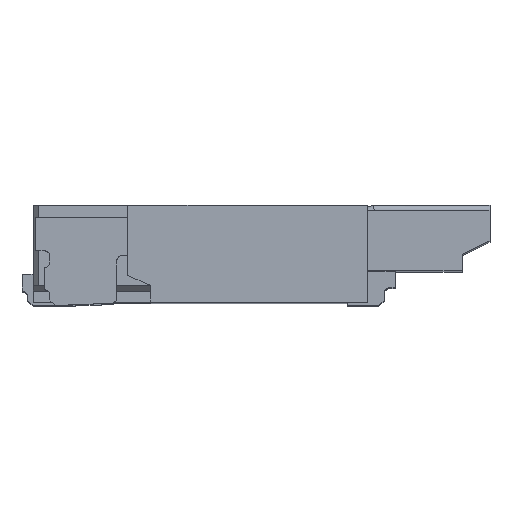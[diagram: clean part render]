
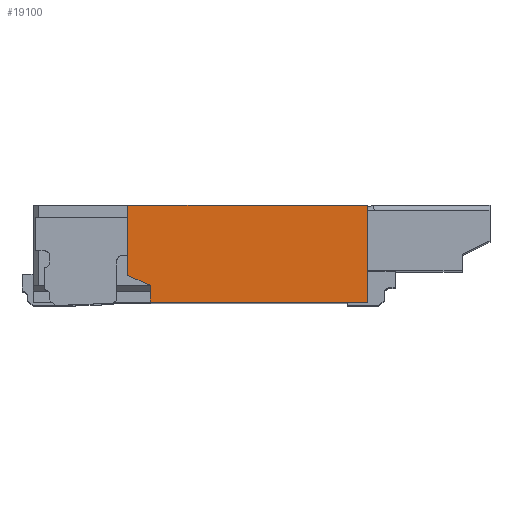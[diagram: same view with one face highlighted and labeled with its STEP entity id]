
A CAD part, top view. The second image highlights one B-rep face of the part: STEP entity #19100.
In plain terms, the highlighted planar face has unit normal (0, 0, 1).
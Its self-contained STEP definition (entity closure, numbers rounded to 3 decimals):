
#12130=CARTESIAN_POINT('',(-0.592,1.974,4.315))
;
#12140=VERTEX_POINT('',#12130);
#12170=CARTESIAN_POINT('',(0.,1.974,
4.315));
#12180=DIRECTION('',(-1.,0.,0.));
#12190=VECTOR('',#12180,1.);
#12200=LINE('',#12170,#12190);
#12210=CARTESIAN_POINT('',(1.358,1.974,4.315));
#12220=VERTEX_POINT('',#12210);
#12230=EDGE_CURVE('',#12220,#12140,#12200,.T.);
#18640=CARTESIAN_POINT('',(-0.631,2.755,
4.315));
#18650=DIRECTION('',(-0.,0.,1.));
#18660=DIRECTION('',(1.,0.,0.));
#18670=AXIS2_PLACEMENT_3D('',#18640,#18650,#18660);
#18680=PLANE('',#18670);
#18690=CARTESIAN_POINT('',(0.,1.857,
4.315));
#18700=DIRECTION('',(-0.912,0.41,0.));
#18710=VECTOR('',#18700,1.);
#18720=LINE('',#18690,#18710);
#18730=CARTESIAN_POINT('',(-0.592,2.124,4.315));
#18740=VERTEX_POINT('',#18730);
#18750=CARTESIAN_POINT('',(-0.792,2.214,4.315));
#18760=VERTEX_POINT('',#18750);
#18770=EDGE_CURVE('',#18740,#18760,#18720,.T.);
#18780=ORIENTED_EDGE('',*,*,#18770,.F.);
#18790=CARTESIAN_POINT('',(-0.792,0.,4.315));
#18800=DIRECTION('',(0.,1.,0.));
#18810=VECTOR('',#18800,1.);
#18820=LINE('',#18790,#18810);
#18830=CARTESIAN_POINT('',(-0.792,2.844,4.315)
);
#18840=VERTEX_POINT('',#18830);
#18850=EDGE_CURVE('',#18760,#18840,#18820,.T.);
#18860=ORIENTED_EDGE('',*,*,#18850,.F.);
#18870=CARTESIAN_POINT('',(-0.402,2.844,4.315)
);
#18880=DIRECTION('',(-1.,0.,0.));
#18890=VECTOR('',#18880,1.);
#18900=LINE('',#18870,#18890);
#18910=CARTESIAN_POINT('',(1.358,2.844,4.315));
#18920=VERTEX_POINT('',#18910);
#18930=EDGE_CURVE('',#18920,#18840,#18900,.T.);
#18940=ORIENTED_EDGE('',*,*,#18930,.T.);
#18950=CARTESIAN_POINT('',(1.358,0.,4.315));
#18960=DIRECTION('',(0.,-1.,0.));
#18970=VECTOR('',#18960,1.);
#18980=LINE('',#18950,#18970);
#18990=EDGE_CURVE('',#18920,#12220,#18980,.T.);
#19000=ORIENTED_EDGE('',*,*,#18990,.F.);
#19010=ORIENTED_EDGE('',*,*,#12230,.F.);
#19020=CARTESIAN_POINT('',(-0.592,0.,4.315));
#19030=DIRECTION('',(0.,1.,0.));
#19040=VECTOR('',#19030,1.);
#19050=LINE('',#19020,#19040);
#19060=EDGE_CURVE('',#12140,#18740,#19050,.T.);
#19070=ORIENTED_EDGE('',*,*,#19060,.F.);
#19080=EDGE_LOOP('',(#19070,#19010,#19000,#18940,#18860,#18780));
#19090=FACE_OUTER_BOUND('',#19080,.T.);
#19100=ADVANCED_FACE('',(#19090),#18680,.T.);
